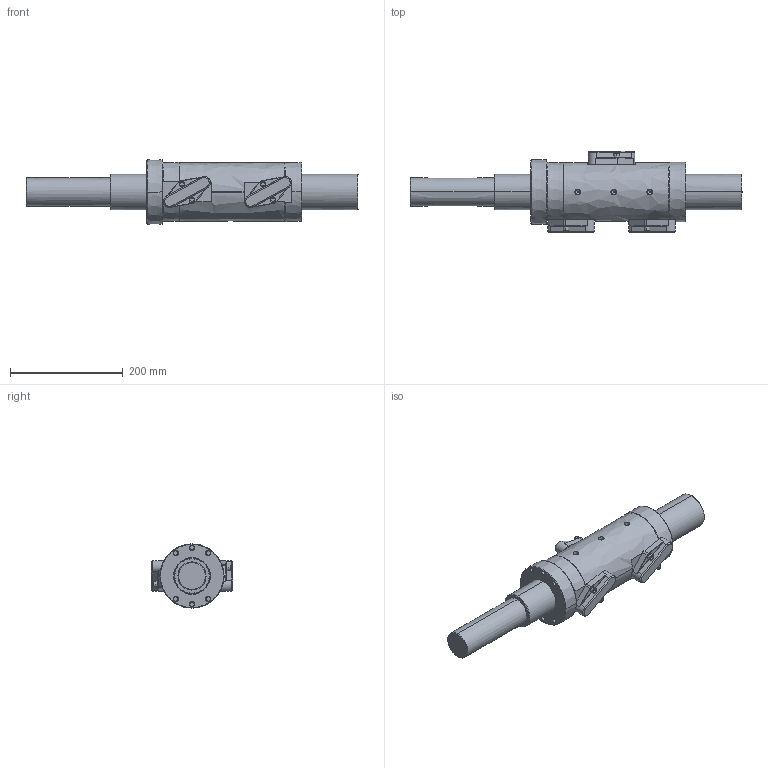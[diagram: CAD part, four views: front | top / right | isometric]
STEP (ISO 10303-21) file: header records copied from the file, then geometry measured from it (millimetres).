
FILE_DESCRIPTION((''),'2;1');
FILE_NAME('00_HSP6316FN_ASM','2022-07-13T17:11:36',('10019049'),(''),'CREO PARAMETRIC BY PTC INC, 2019080','CREO PARAMETRIC BY PTC INC, 2019080','');
FILE_SCHEMA(('CONFIG_CONTROL_DESIGN'));
Length unit declared in the file: millimetre
Products named in the file (6): NUT_HSP6316FN; SHAFT_HSP6316FN; LOCKER2_HSP6316FN; __6_0001; M616_0001; 00_HSP6316FN_ASM
Assembly tree (17 placements, depth 2):
  00_HSP6316FN_ASM
    NUT_HSP6316FN
    SHAFT_HSP6316FN
    LOCKER2_HSP6316FN  x3
    __6_0001  x6
    M616_0001  x6
Bounding box: 590 x 144 x 114 mm (x, y, z)
Surface area: 316981.5 mm2 (no closed solid volume)
Topology: 0 solids, 0 shells, 418 faces, 1936 edges, 1924 vertices
Faces by surface type: bspline 393, torus 25
Entity records: 21937 total; most frequent: CARTESIAN_POINT 13471, DIRECTION 1336, TRIMMED_CURVE 1093, DEFINITIONAL_REPRESENTATION 916, PCURVE 916, COMPOSITE_CURVE_SEGMENT 916, VECTOR 906, LINE 906
